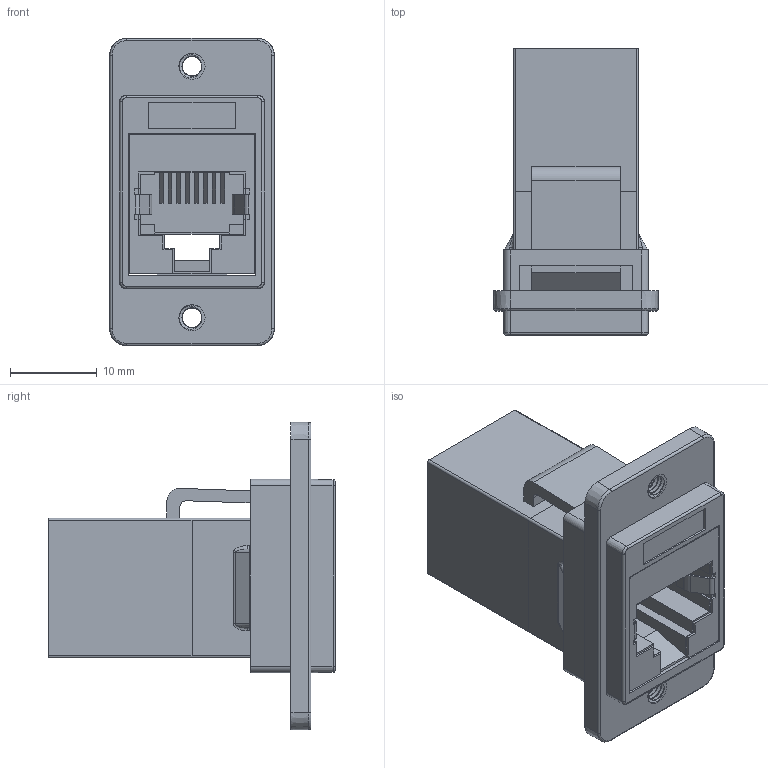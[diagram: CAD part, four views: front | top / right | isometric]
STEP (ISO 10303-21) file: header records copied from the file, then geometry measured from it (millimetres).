
FILE_DESCRIPTION(/* description */ (''),/* implementation_level */ '2;1');
FILE_NAME(/* name */ 'CP30720MB3 CAT5 M3.stp',/* time_stamp */ '2023-04-18T10:03:00+01:00',/* author */ ('TOttley'),/* organization */ (''),/* preprocessor_version */ 'ST-DEVELOPER v18.1',/* originating_system */ 'Autodesk Inventor 2022',/* authorisation */ '');
FILE_SCHEMA (('AUTOMOTIVE_DESIGN { 1 0 10303 214 3 1 1 }'));
Length unit declared in the file: inch
Products named in the file (1): CP30720MB3 CAT5 M3
Bounding box: 19 x 33 x 35.5 mm (x, y, z)
Volume: 6450.1 mm3; surface area: 7150.7 mm2
Topology: 1 solids, 3 shells, 385 faces, 1232 edges, 856 vertices
Faces by surface type: plane 303, cylinder 50, bspline 16, torus 8, cone 8
Full cylindrical faces by diameter (mm): 2.259 x6
Entity records: 18887 total; most frequent: CARTESIAN_POINT 7729, ORIENTED_EDGE 2464, DIRECTION 1886, EDGE_CURVE 1232, LINE 914, VECTOR 914, VERTEX_POINT 856, AXIS2_PLACEMENT_3D 486
